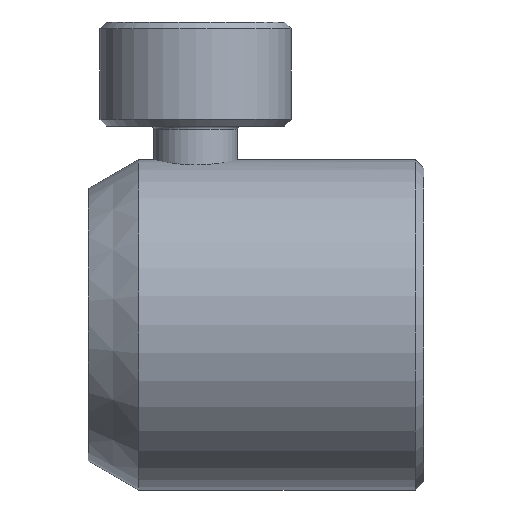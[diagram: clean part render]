
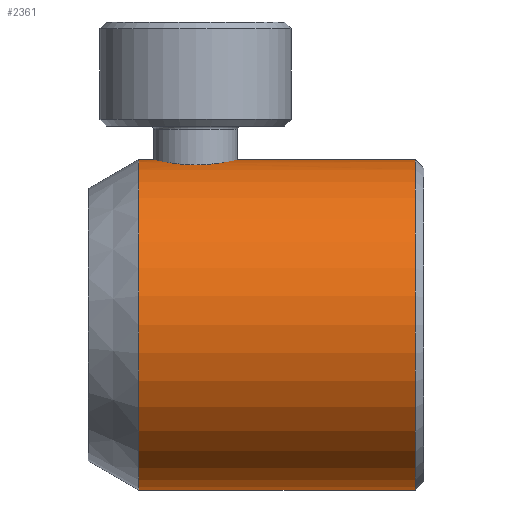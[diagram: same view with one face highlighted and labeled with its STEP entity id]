
A CAD part, left-side view. The second image highlights one B-rep face of the part: STEP entity #2361.
In plain terms, the highlighted cylindrical face has radius 12.5 mm (diameter 25 mm), a partial arc.
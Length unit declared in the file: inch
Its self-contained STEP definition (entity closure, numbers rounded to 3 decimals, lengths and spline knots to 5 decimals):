
#964 = B_SPLINE_CURVE_WITH_KNOTS ( 'NONE', 3,
 ( #11764, #11765, #11769, #11770, #11771, #11772, #11773, #11774, #11775, #11776, #11777, #11778, #11779, #11780, #11781, #11782, #11783, #11784, #11785, #11786, #11787, #11788, #11789, #11790 ),
 .UNSPECIFIED., .F., .F.,
 ( 4, 2, 2, 2, 2, 2, 2, 2, 2, 2, 2, 4 ),
 ( 0., 0.06248, 0.12496, 0.18744, 0.21868, 0.24992, 0.31241, 0.32803, 0.34365, 0.37489, 0.43737, 0.49985 ),
 .UNSPECIFIED. ) ;
#1246 = ORIENTED_EDGE ( 'NONE', *, *, #12638, .T. ) ;
#1415 = EDGE_LOOP ( 'NONE', ( #16609, #16981, #19067, #1246, #19057, #12558 ) ) ;
#2361 = ADVANCED_FACE ( 'NONE', ( #16079 ), #16088, .T. ) ;
#2561 = AXIS2_PLACEMENT_3D ( 'NONE', #13418, #13406, #13427 ) ;
#10747 = EDGE_CURVE ( 'NONE', #18016, #17985, #20294, .T. ) ;
#11257 = CARTESIAN_POINT ( 'NONE',  ( 0., 0.5, 0.49213 ) ) ;
#11261 = DIRECTION ( 'NONE',  ( 0., -1., 0. ) ) ;
#11692 = CARTESIAN_POINT ( 'NONE',  ( 0., 0.35, 0. ) ) ;
#11693 = DIRECTION ( 'NONE',  ( 0., -1., 0. ) ) ;
#11694 = DIRECTION ( 'NONE',  ( 0., 0., 1. ) ) ;
#11764 = CARTESIAN_POINT ( 'NONE',  ( 0., 0.06158, 0.49213 ) ) ;
#11765 = CARTESIAN_POINT ( 'NONE',  ( -0.01639, 0.0616, 0.49213 ) ) ;
#11769 = CARTESIAN_POINT ( 'NONE',  ( -0.03236, 0.06466, 0.49131 ) ) ;
#11770 = CARTESIAN_POINT ( 'NONE',  ( -0.06333, 0.07687, 0.48828 ) ) ;
#11771 = CARTESIAN_POINT ( 'NONE',  ( -0.07672, 0.08535, 0.48625 ) ) ;
#11772 = CARTESIAN_POINT ( 'NONE',  ( -0.09984, 0.10726, 0.48204 ) ) ;
#11773 = CARTESIAN_POINT ( 'NONE',  ( -0.10878, 0.12004, 0.48 ) ) ;
#11774 = CARTESIAN_POINT ( 'NONE',  ( -0.11834, 0.14192, 0.4777 ) ) ;
#11775 = CARTESIAN_POINT ( 'NONE',  ( -0.12077, 0.14943, 0.47708 ) ) ;
#11776 = CARTESIAN_POINT ( 'NONE',  ( -0.12398, 0.16454, 0.47626 ) ) ;
#11777 = CARTESIAN_POINT ( 'NONE',  ( -0.12478, 0.1722, 0.47604 ) ) ;
#11778 = CARTESIAN_POINT ( 'NONE',  ( -0.1248, 0.19548, 0.47604 ) ) ;
#11779 = CARTESIAN_POINT ( 'NONE',  ( -0.12161, 0.21055, 0.47691 ) ) ;
#11780 = CARTESIAN_POINT ( 'NONE',  ( -0.11355, 0.229, 0.47885 ) ) ;
#11781 = CARTESIAN_POINT ( 'NONE',  ( -0.11182, 0.2325, 0.47926 ) ) ;
#11782 = CARTESIAN_POINT ( 'NONE',  ( -0.10799, 0.23934, 0.48014 ) ) ;
#11783 = CARTESIAN_POINT ( 'NONE',  ( -0.10592, 0.24265, 0.4806 ) ) ;
#11784 = CARTESIAN_POINT ( 'NONE',  ( -0.09921, 0.25224, 0.48204 ) ) ;
#11785 = CARTESIAN_POINT ( 'NONE',  ( -0.09409, 0.25818, 0.48308 ) ) ;
#11786 = CARTESIAN_POINT ( 'NONE',  ( -0.07675, 0.27465, 0.48625 ) ) ;
#11787 = CARTESIAN_POINT ( 'NONE',  ( -0.06332, 0.28313, 0.48828 ) ) ;
#11788 = CARTESIAN_POINT ( 'NONE',  ( -0.03243, 0.29532, 0.4913 ) ) ;
#11789 = CARTESIAN_POINT ( 'NONE',  ( -0.01639, 0.2984, 0.49213 ) ) ;
#11790 = CARTESIAN_POINT ( 'NONE',  ( 0., 0.29842, 0.49213 ) ) ;
#11791 = CARTESIAN_POINT ( 'NONE',  ( 0., 0.5, 0.49213 ) ) ;
#11792 = DIRECTION ( 'NONE',  ( 0., -1., 0. ) ) ;
#12558 = ORIENTED_EDGE ( 'NONE', *, *, #12620, .T. ) ;
#12593 = EDGE_CURVE ( 'NONE', #18016, #17988, #20457, .T. ) ;
#12620 = EDGE_CURVE ( 'NONE', #17976, #17985, #964, .T. ) ;
#12621 = EDGE_CURVE ( 'NONE', #17976, #18050, #20512, .T. ) ;
#12638 = EDGE_CURVE ( 'NONE', #17653, #18050, #20546, .T. ) ;
#12644 = EDGE_CURVE ( 'NONE', #17988, #17653, #20562, .T. ) ;
#13406 = DIRECTION ( 'NONE',  ( 0., -1., 0. ) ) ;
#13418 = CARTESIAN_POINT ( 'NONE',  ( 0., 0.5, 0. ) ) ;
#13427 = DIRECTION ( 'NONE',  ( 0., 0., -1. ) ) ;
#13572 = CARTESIAN_POINT ( 'NONE',  ( 0., -0.475, 0. ) ) ;
#13573 = DIRECTION ( 'NONE',  ( 0., 1., 0. ) ) ;
#13574 = DIRECTION ( 'NONE',  ( 0., 0., 1. ) ) ;
#13580 = CARTESIAN_POINT ( 'NONE',  ( 0., 0.5, -0.49213 ) ) ;
#13581 = DIRECTION ( 'NONE',  ( 0., -1., 0. ) ) ;
#14500 = CARTESIAN_POINT ( 'NONE',  ( 0., -0.475, -0.49213 ) ) ;
#14794 = CARTESIAN_POINT ( 'NONE',  ( 0., 0.06158, 0.49213 ) ) ;
#14803 = CARTESIAN_POINT ( 'NONE',  ( 0., 0.29842, 0.49213 ) ) ;
#14806 = CARTESIAN_POINT ( 'NONE',  ( 0., 0.35, -0.49213 ) ) ;
#14834 = CARTESIAN_POINT ( 'NONE',  ( 0., 0.35, 0.49213 ) ) ;
#14868 = CARTESIAN_POINT ( 'NONE',  ( 0., -0.475, 0.49213 ) ) ;
#16079 = FACE_OUTER_BOUND ( 'NONE', #1415, .T. ) ;
#16088 = CYLINDRICAL_SURFACE ( 'NONE', #2561, 0.49213 ) ;
#16609 = ORIENTED_EDGE ( 'NONE', *, *, #10747, .F. ) ;
#16981 = ORIENTED_EDGE ( 'NONE', *, *, #12593, .T. ) ;
#17653 = VERTEX_POINT ( 'NONE', #14500 ) ;
#17976 = VERTEX_POINT ( 'NONE', #14794 ) ;
#17985 = VERTEX_POINT ( 'NONE', #14803 ) ;
#17988 = VERTEX_POINT ( 'NONE', #14806 ) ;
#18016 = VERTEX_POINT ( 'NONE', #14834 ) ;
#18050 = VERTEX_POINT ( 'NONE', #14868 ) ;
#18921 = AXIS2_PLACEMENT_3D ( 'NONE', #11692, #11693, #11694 ) ;
#18939 = AXIS2_PLACEMENT_3D ( 'NONE', #13572, #13573, #13574 ) ;
#19057 = ORIENTED_EDGE ( 'NONE', *, *, #12621, .F. ) ;
#19067 = ORIENTED_EDGE ( 'NONE', *, *, #12644, .T. ) ;
#20294 = LINE ( 'NONE', #11257, #20301 ) ;
#20301 = VECTOR ( 'NONE', #11261, 39.37008 ) ;
#20457 = CIRCLE ( 'NONE', #18921, 0.49213 ) ;
#20512 = LINE ( 'NONE', #11791, #20514 ) ;
#20514 = VECTOR ( 'NONE', #11792, 39.37008 ) ;
#20546 = CIRCLE ( 'NONE', #18939, 0.49213 ) ;
#20562 = LINE ( 'NONE', #13580, #20567 ) ;
#20567 = VECTOR ( 'NONE', #13581, 39.37008 ) ;
